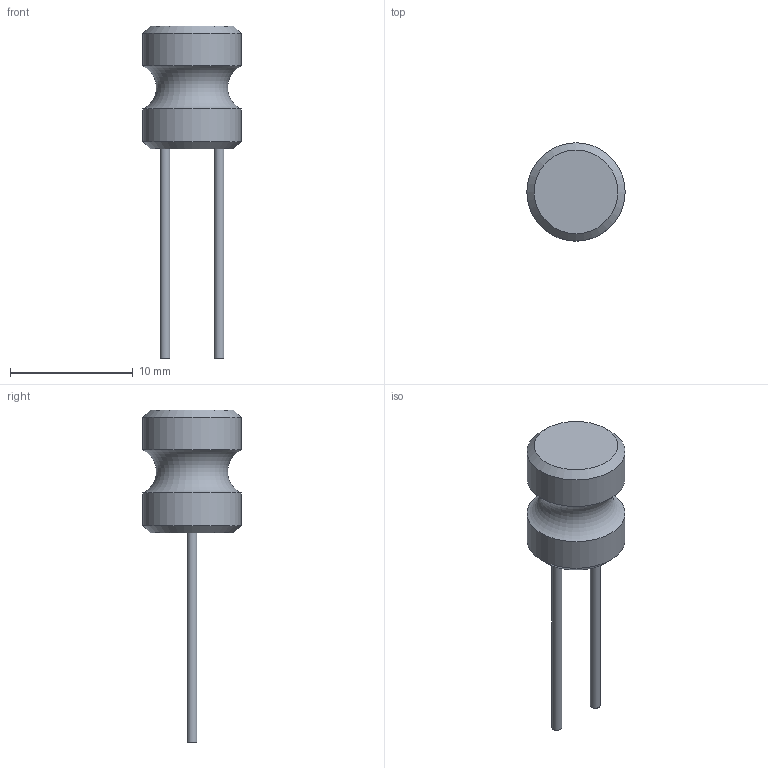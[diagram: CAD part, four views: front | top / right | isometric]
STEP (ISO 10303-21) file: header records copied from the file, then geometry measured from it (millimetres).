
FILE_DESCRIPTION(('STEP AP214'), '1');
FILE_NAME('inductor_0810', '', ('UNSPECIFIED'), ('UNSPECIFIED'), 'C3D Converter', 'C3D Toolkit', '');
FILE_SCHEMA(('AUTOMOTIVE_DESIGN { 1 0 10303 214 3 1 1}'));
Length unit declared in the file: millimetre
Bounding box: 8 x 8 x 27 mm (x, y, z)
Volume: 449.7 mm3; surface area: 422.7 mm2
Topology: 3 solids, 3 shells, 13 faces, 17 edges, 10 vertices
Faces by surface type: plane 6, cylinder 4, cone 2, torus 1
Full cylindrical faces by diameter (mm): 0.8 x2, 8 x2
Entity records: 334 total; most frequent: DIRECTION 48, CARTESIAN_POINT 34, AXIS2_PLACEMENT_3D 24, EDGE_LOOP 20, ORIENTED_EDGE 20, FACE_OUTER_BOUND 14, ADVANCED_FACE 13, EDGE_CURVE 10
